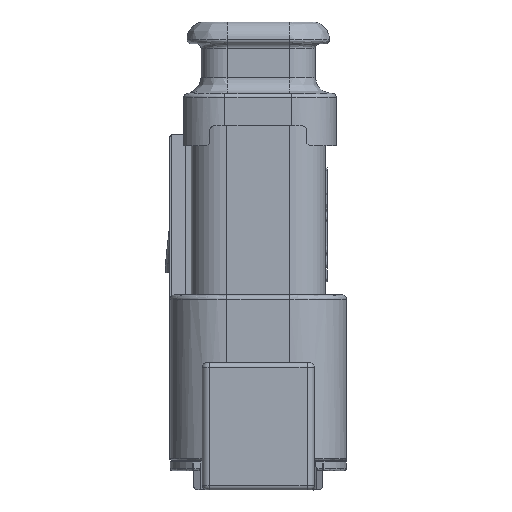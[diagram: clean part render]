
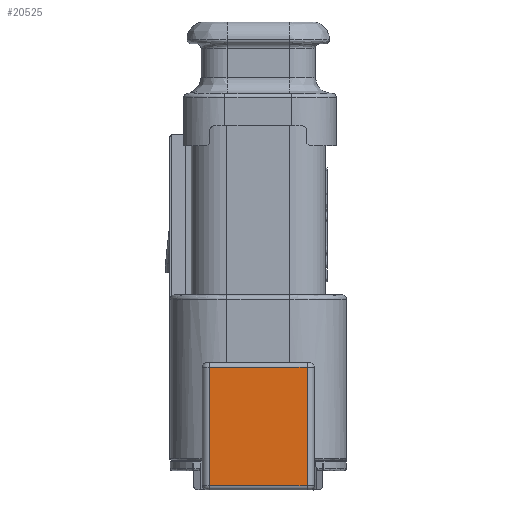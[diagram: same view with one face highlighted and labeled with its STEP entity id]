
A CAD part, front view. The second image highlights one B-rep face of the part: STEP entity #20525.
In plain terms, the highlighted planar face has unit normal (0, -1, 0).
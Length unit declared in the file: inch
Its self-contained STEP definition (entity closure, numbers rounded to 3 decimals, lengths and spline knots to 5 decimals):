
#813 = LINE ( 'NONE', #43570, #41638 ) ;
#886 = VECTOR ( 'NONE', #22383, 39.37008 ) ;
#2139 = ORIENTED_EDGE ( 'NONE', *, *, #41942, .F. ) ;
#3145 = VERTEX_POINT ( 'NONE', #54390 ) ;
#5070 = ORIENTED_EDGE ( 'NONE', *, *, #21553, .T. ) ;
#5469 = ORIENTED_EDGE ( 'NONE', *, *, #22788, .F. ) ;
#6725 = DIRECTION ( 'NONE',  ( 0., 0., 1. ) ) ;
#7677 = DIRECTION ( 'NONE',  ( 0., -1., 0. ) ) ;
#8736 = LINE ( 'NONE', #45805, #886 ) ;
#11882 = VECTOR ( 'NONE', #43963, 39.37008 ) ;
#14455 = VERTEX_POINT ( 'NONE', #31382 ) ;
#15342 = VERTEX_POINT ( 'NONE', #58207 ) ;
#19826 = VERTEX_POINT ( 'NONE', #51735 ) ;
#20525 = ADVANCED_FACE ( 'NONE', ( #50932 ), #39735, .T. ) ;
#21553 = EDGE_CURVE ( 'NONE', #14455, #3145, #813, .T. ) ;
#22383 = DIRECTION ( 'NONE',  ( 0., 0., 1. ) ) ;
#22788 = EDGE_CURVE ( 'NONE', #19826, #15342, #8736, .T. ) ;
#25805 = ORIENTED_EDGE ( 'NONE', *, *, #34030, .T. ) ;
#26947 = LINE ( 'NONE', #43381, #11882 ) ;
#30475 = DIRECTION ( 'NONE',  ( 0., 0., -1. ) ) ;
#31382 = CARTESIAN_POINT ( 'NONE',  ( 0.21949, -0.62598, -0.11417 ) ) ;
#34030 = EDGE_CURVE ( 'NONE', #19826, #14455, #26947, .T. ) ;
#39735 = PLANE ( 'NONE',  #40645 ) ;
#40645 = AXIS2_PLACEMENT_3D ( 'NONE', #49075, #7677, #30475 ) ;
#41638 = VECTOR ( 'NONE', #6725, 39.37008 ) ;
#41942 = EDGE_CURVE ( 'NONE', #15342, #3145, #54768, .T. ) ;
#43381 = CARTESIAN_POINT ( 'NONE',  ( -0.25098, -0.62598, -0.11417 ) ) ;
#43570 = CARTESIAN_POINT ( 'NONE',  ( 0.21949, -0.62598, 0.43701 ) ) ;
#43963 = DIRECTION ( 'NONE',  ( 1., 0., 0. ) ) ;
#45805 = CARTESIAN_POINT ( 'NONE',  ( -0.21949, -0.62598, -2.37923 ) ) ;
#49039 = EDGE_LOOP ( 'NONE', ( #5469, #25805, #5070, #2139 ) ) ;
#49075 = CARTESIAN_POINT ( 'NONE',  ( -0.25098, -0.62598, 0.43701 ) ) ;
#50932 = FACE_OUTER_BOUND ( 'NONE', #49039, .T. ) ;
#51735 = CARTESIAN_POINT ( 'NONE',  ( -0.21949, -0.62598, -0.11417 ) ) ;
#54390 = CARTESIAN_POINT ( 'NONE',  ( 0.21949, -0.62598, 0.41732 ) ) ;
#54768 = LINE ( 'NONE', #57404, #57613 ) ;
#56818 = DIRECTION ( 'NONE',  ( 1., 0., 0. ) ) ;
#57404 = CARTESIAN_POINT ( 'NONE',  ( 0.2231, -0.62598, 0.41732 ) ) ;
#57613 = VECTOR ( 'NONE', #56818, 39.37008 ) ;
#58207 = CARTESIAN_POINT ( 'NONE',  ( -0.21949, -0.62598, 0.41732 ) ) ;
